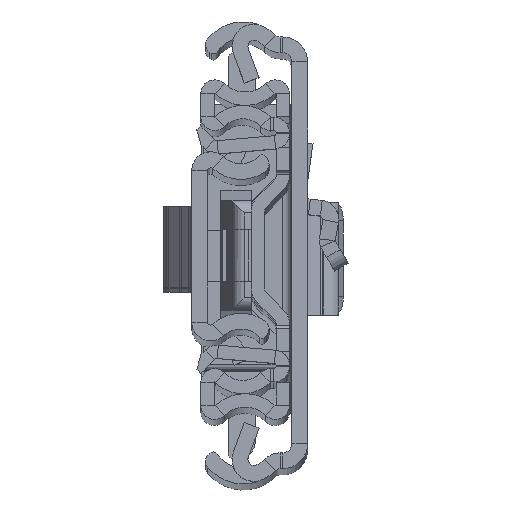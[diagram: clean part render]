
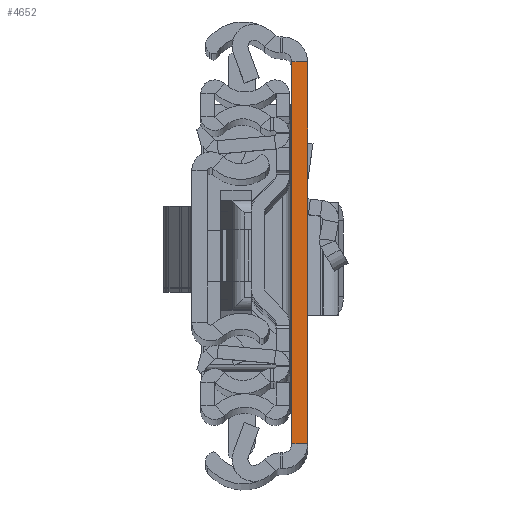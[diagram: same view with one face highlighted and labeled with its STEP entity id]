
A CAD part, top view. The second image highlights one B-rep face of the part: STEP entity #4652.
In plain terms, the highlighted planar face has unit normal (0, 0, 1).
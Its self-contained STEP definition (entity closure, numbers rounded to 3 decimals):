
#355 = DIRECTION ( 'NONE',  ( 0., 1., 0. ) ) ;
#998 = DIRECTION ( 'NONE',  ( 1., 0., 0. ) ) ;
#1251 = DIRECTION ( 'NONE',  ( 1., 0., 0. ) ) ;
#1670 = ORIENTED_EDGE ( 'NONE', *, *, #7905, .T. ) ;
#1700 = CARTESIAN_POINT ( 'NONE',  ( 2.6, -31.5, 0. ) ) ;
#2167 = VECTOR ( 'NONE', #998, 1000. ) ;
#3092 = LINE ( 'NONE', #10085, #10485 ) ;
#3739 = FACE_OUTER_BOUND ( 'NONE', #15921, .T. ) ;
#4583 = ORIENTED_EDGE ( 'NONE', *, *, #7390, .T. ) ;
#4652 = ADVANCED_FACE ( 'NONE', ( #3739 ), #13831, .F. ) ;
#4866 = VECTOR ( 'NONE', #1251, 1000. ) ;
#5307 = CARTESIAN_POINT ( 'NONE',  ( 2.6, 31.5, 0. ) ) ;
#5690 = CARTESIAN_POINT ( 'NONE',  ( 2.6, -31.5, 0. ) ) ;
#6484 = AXIS2_PLACEMENT_3D ( 'NONE', #10950, #16679, #16770 ) ;
#6611 = LINE ( 'NONE', #5307, #2167 ) ;
#7390 = EDGE_CURVE ( 'NONE', #7807, #17392, #13936, .T. ) ;
#7807 = VERTEX_POINT ( 'NONE', #11773 ) ;
#7883 = VECTOR ( 'NONE', #9921, 1000. ) ;
#7905 = EDGE_CURVE ( 'NONE', #17392, #13451, #18553, .T. ) ;
#9134 = CARTESIAN_POINT ( 'NONE',  ( 0., 31.5, 0. ) ) ;
#9921 = DIRECTION ( 'NONE',  ( 0., 1., 0. ) ) ;
#10085 = CARTESIAN_POINT ( 'NONE',  ( 0., -31.5, 0. ) ) ;
#10485 = VECTOR ( 'NONE', #355, 1000. ) ;
#10950 = CARTESIAN_POINT ( 'NONE',  ( 2.6, -31.5, 0. ) ) ;
#11291 = VERTEX_POINT ( 'NONE', #9134 ) ;
#11773 = CARTESIAN_POINT ( 'NONE',  ( 0., -31.5, 0. ) ) ;
#12444 = CARTESIAN_POINT ( 'NONE',  ( 2.6, 31.5, 0. ) ) ;
#12967 = ORIENTED_EDGE ( 'NONE', *, *, #13822, .F. ) ;
#13326 = ORIENTED_EDGE ( 'NONE', *, *, #18442, .F. ) ;
#13451 = VERTEX_POINT ( 'NONE', #12444 ) ;
#13822 = EDGE_CURVE ( 'NONE', #7807, #11291, #3092, .T. ) ;
#13831 = PLANE ( 'NONE',  #6484 ) ;
#13936 = LINE ( 'NONE', #15751, #4866 ) ;
#15751 = CARTESIAN_POINT ( 'NONE',  ( 2.6, -31.5, 0. ) ) ;
#15921 = EDGE_LOOP ( 'NONE', ( #13326, #12967, #4583, #1670 ) ) ;
#16679 = DIRECTION ( 'NONE',  ( 0., 0., -1. ) ) ;
#16770 = DIRECTION ( 'NONE',  ( 0., 1., 0. ) ) ;
#17392 = VERTEX_POINT ( 'NONE', #5690 ) ;
#18442 = EDGE_CURVE ( 'NONE', #11291, #13451, #6611, .T. ) ;
#18553 = LINE ( 'NONE', #1700, #7883 ) ;
